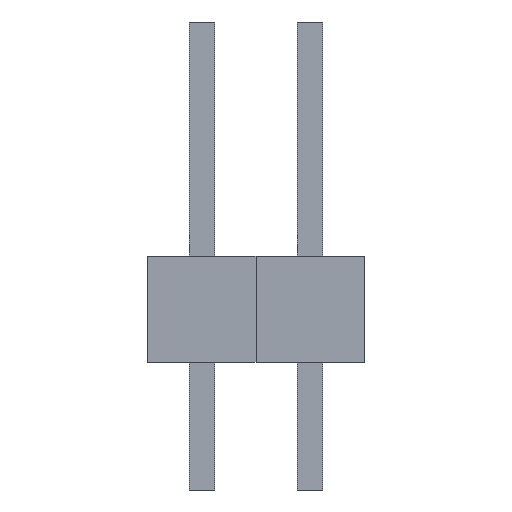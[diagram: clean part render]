
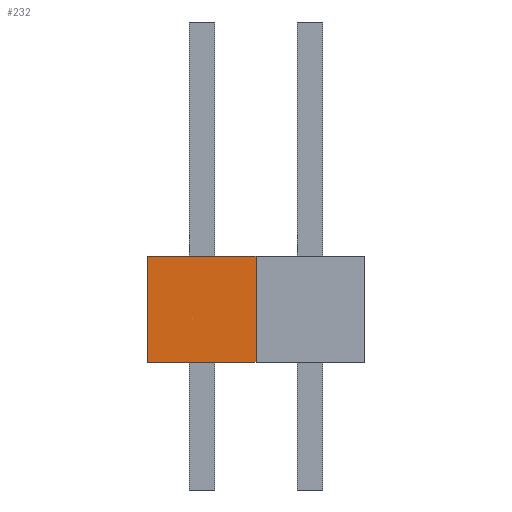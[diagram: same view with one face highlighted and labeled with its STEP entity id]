
A CAD part, front view. The second image highlights one B-rep face of the part: STEP entity #232.
In plain terms, the highlighted planar face has unit normal (0, -1, 0).
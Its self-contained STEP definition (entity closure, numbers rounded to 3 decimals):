
#13=DIRECTION('',(0.,0.,1.));
#14=DIRECTION('',(1.,0.,0.));
#183=EDGE_CURVE('',#184,#186,#188,.T.);
#184=VERTEX_POINT('',#185);
#185=CARTESIAN_POINT('',(-1.27,-1.271,0.));
#186=VERTEX_POINT('',#187);
#187=CARTESIAN_POINT('',(-1.27,-1.271,2.5));
#188=LINE('',#185,#189);
#189=VECTOR('',#13,1.);
#196=DIRECTION('',(0.,1.,0.));
#210=ORIENTED_EDGE('',*,*,#211,.F.);
#211=EDGE_CURVE('',#212,#214,#216,.T.);
#212=VERTEX_POINT('',#213);
#213=CARTESIAN_POINT('',(1.27,-1.271,0.));
#214=VERTEX_POINT('',#215);
#215=CARTESIAN_POINT('',(1.27,-1.271,2.5));
#216=LINE('',#213,#189);
#232=ADVANCED_FACE('',(#233),#243,.F.);
#233=FACE_BOUND('',#234,.F.);
#234=EDGE_LOOP('',(#235,#239,#240,#210));
#235=ORIENTED_EDGE('',*,*,#236,.F.);
#236=EDGE_CURVE('',#184,#212,#237,.T.);
#237=LINE('',#185,#238);
#238=VECTOR('',#14,1.);
#239=ORIENTED_EDGE('',*,*,#183,.T.);
#240=ORIENTED_EDGE('',*,*,#241,.T.);
#241=EDGE_CURVE('',#186,#214,#242,.T.);
#242=LINE('',#187,#238);
#243=PLANE('',#244);
#244=AXIS2_PLACEMENT_3D('',#185,#196,#13);
